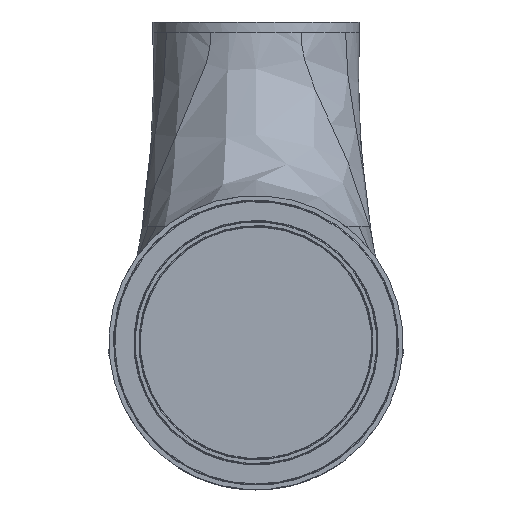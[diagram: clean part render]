
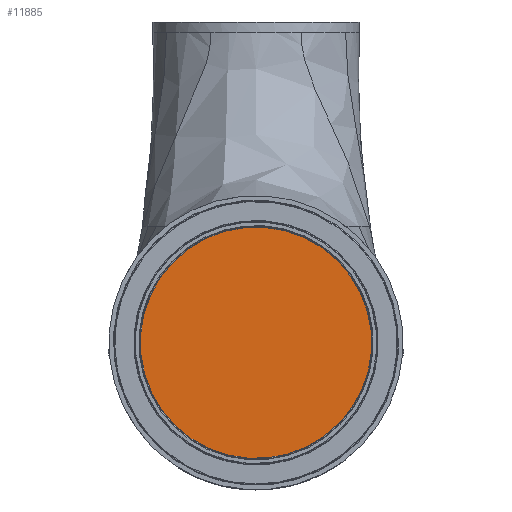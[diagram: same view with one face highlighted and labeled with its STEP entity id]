
A CAD part, front view. The second image highlights one B-rep face of the part: STEP entity #11885.
In plain terms, the highlighted planar face has unit normal (0, -1, 0).
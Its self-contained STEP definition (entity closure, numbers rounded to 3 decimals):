
#1883=PLANE('',#12838);
#2488=FACE_OUTER_BOUND('',#3169,.T.);
#3169=EDGE_LOOP('',(#10397,#10398));
#3533=CIRCLE('',#12832,33.552);
#3534=CIRCLE('',#12833,33.552);
#5337=VERTEX_POINT('',#29796);
#5338=VERTEX_POINT('',#29798);
#7036=EDGE_CURVE('',#5337,#5338,#3533,.T.);
#7037=EDGE_CURVE('',#5338,#5337,#3534,.T.);
#10397=ORIENTED_EDGE('',*,*,#7037,.F.);
#10398=ORIENTED_EDGE('',*,*,#7036,.F.);
#11885=ADVANCED_FACE('',(#2488),#1883,.T.);
#12832=AXIS2_PLACEMENT_3D('',#29799,#15227,#15228);
#12833=AXIS2_PLACEMENT_3D('',#29800,#15229,#15230);
#12838=AXIS2_PLACEMENT_3D('',#29808,#15240,#15241);
#15227=DIRECTION('center_axis',(0.,1.,0.));
#15228=DIRECTION('ref_axis',(0.245,0.,0.969));
#15229=DIRECTION('center_axis',(0.,1.,0.));
#15230=DIRECTION('ref_axis',(0.245,0.,0.969));
#15240=DIRECTION('center_axis',(0.,-1.,0.));
#15241=DIRECTION('ref_axis',(-0.969,0.,0.245));
#29796=CARTESIAN_POINT('',(32.527,-200.2,-98.23));
#29798=CARTESIAN_POINT('',(-8.23,-200.2,-122.527));
#29799=CARTESIAN_POINT('Origin',(0.,-200.2,-90.));
#29800=CARTESIAN_POINT('Origin',(0.,-200.2,-90.));
#29808=CARTESIAN_POINT('Origin',(5.213,-200.2,-69.399));
